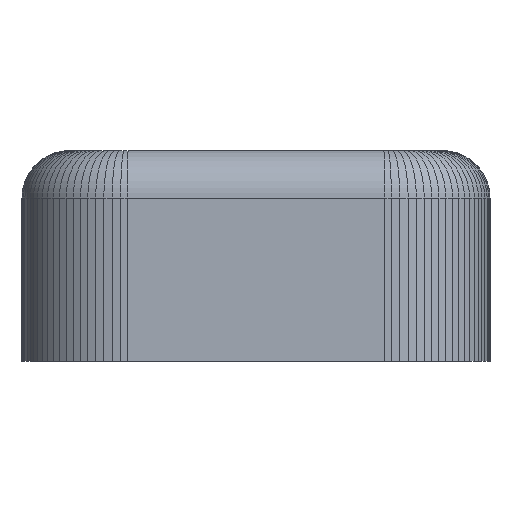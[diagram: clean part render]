
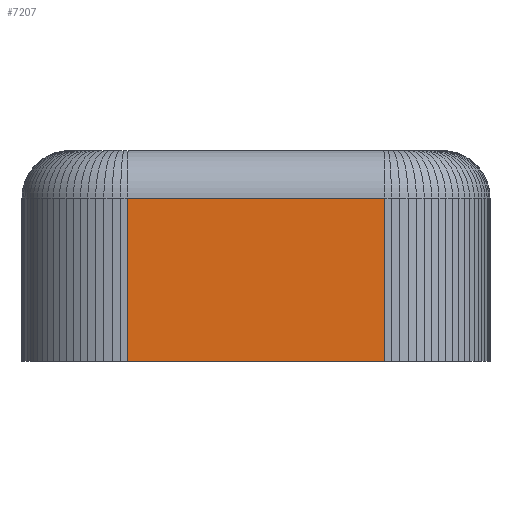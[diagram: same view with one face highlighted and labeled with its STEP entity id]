
A CAD part, left-side view. The second image highlights one B-rep face of the part: STEP entity #7207.
In plain terms, the highlighted planar face has unit normal (-1, 0, 0).
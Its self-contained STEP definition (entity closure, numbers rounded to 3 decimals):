
#330=PLANE('',#7799);
#724=FACE_OUTER_BOUND('',#1135,.T.);
#1135=EDGE_LOOP('',(#6379,#6380,#6381,#6382));
#1713=LINE('',#11306,#2552);
#1885=LINE('',#11656,#2724);
#1941=LINE('',#11931,#2780);
#1942=LINE('',#11933,#2781);
#2552=VECTOR('',#8844,10.);
#2724=VECTOR('',#9158,10.);
#2780=VECTOR('',#9584,10.);
#2781=VECTOR('',#9587,10.);
#3470=VERTEX_POINT('',#11303);
#3471=VERTEX_POINT('',#11305);
#3577=VERTEX_POINT('',#11653);
#3578=VERTEX_POINT('',#11655);
#4257=EDGE_CURVE('',#3471,#3470,#1713,.T.);
#4432=EDGE_CURVE('',#3577,#3578,#1885,.T.);
#4571=EDGE_CURVE('',#3470,#3578,#1941,.T.);
#4572=EDGE_CURVE('',#3471,#3577,#1942,.T.);
#6379=ORIENTED_EDGE('',*,*,#4257,.T.);
#6380=ORIENTED_EDGE('',*,*,#4571,.T.);
#6381=ORIENTED_EDGE('',*,*,#4432,.F.);
#6382=ORIENTED_EDGE('',*,*,#4572,.F.);
#7207=ADVANCED_FACE('',(#724),#330,.T.);
#7799=AXIS2_PLACEMENT_3D('',#11932,#9585,#9586);
#8844=DIRECTION('',(0.,-1.,0.));
#9158=DIRECTION('',(0.,-1.,0.));
#9584=DIRECTION('',(0.,0.,1.));
#9585=DIRECTION('center_axis',(-1.,0.,0.));
#9586=DIRECTION('ref_axis',(0.,-1.,0.));
#9587=DIRECTION('',(0.,0.,1.));
#11303=CARTESIAN_POINT('',(-10.405,3.044,-18.84));
#11305=CARTESIAN_POINT('',(-10.405,35.573,-18.84));
#11306=CARTESIAN_POINT('',(-10.405,27.44,-18.84));
#11653=CARTESIAN_POINT('',(-10.405,35.573,1.8));
#11655=CARTESIAN_POINT('',(-10.405,3.044,1.8));
#11656=CARTESIAN_POINT('',(-10.405,27.44,1.8));
#11931=CARTESIAN_POINT('',(-10.405,3.044,0.));
#11932=CARTESIAN_POINT('Origin',(-10.405,35.573,0.));
#11933=CARTESIAN_POINT('',(-10.405,35.573,0.));
